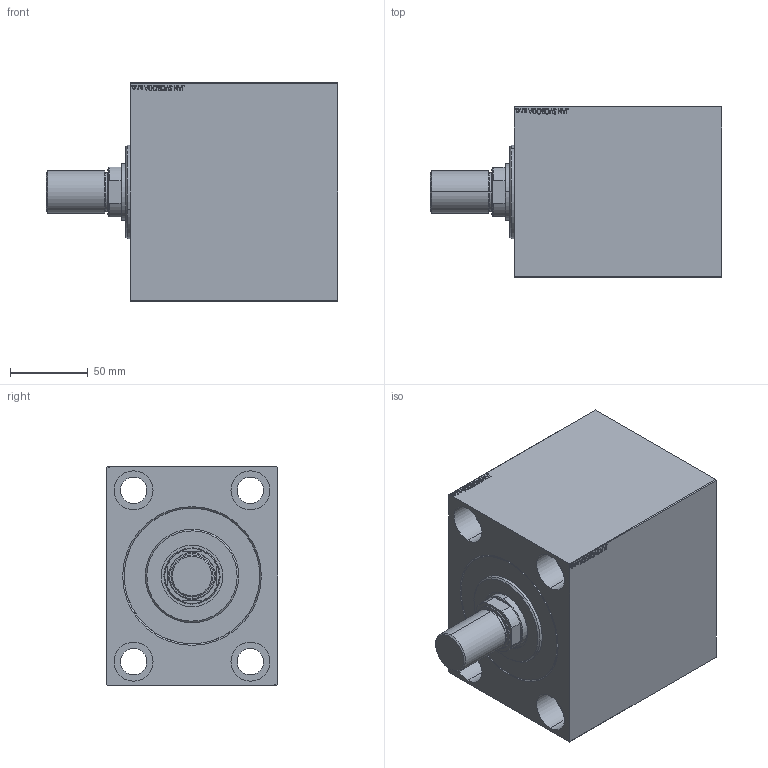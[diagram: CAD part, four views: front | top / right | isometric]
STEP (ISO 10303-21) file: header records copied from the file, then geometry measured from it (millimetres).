
FILE_DESCRIPTION (( 'STEP AP203' ), '1' );
FILE_NAME ('08df.STEP', '2024-02-12T14:33:57', ( '' ), ( '' ), 'SwSTEP 2.0', 'SolidWorks 2019', '' );
FILE_SCHEMA (( 'CONFIG_CONTROL_DESIGN' ));
Length unit declared in the file: millimetre
Products named in the file (5): 08df; V450CM_C_VCP 97b4927c176be3f822dc346eb95ca8a9; V450CM_MALE_METRIC 97b4927c176be3f822dc346eb95ca8a9; V450CM_VC_B 97b4927c176be3f822dc346eb95ca8a9; V450CM_C_Body 97b4927c176be3f822dc346eb95ca8a9
Assembly tree (4 placements, depth 2):
  08df
    V450CM_C_Body 97b4927c176be3f822dc346eb95ca8a9
    V450CM_C_VCP 97b4927c176be3f822dc346eb95ca8a9
    V450CM_VC_B 97b4927c176be3f822dc346eb95ca8a9
    V450CM_MALE_METRIC 97b4927c176be3f822dc346eb95ca8a9
Bounding box: 187 x 110 x 140 mm (x, y, z)
Volume: 1744470.8 mm3; surface area: 213393.9 mm2
Topology: 4 solids, 4 shells, 879 faces, 2242 edges, 1485 vertices
Faces by surface type: plane 413, bspline 380, cylinder 66, cone 18, torus 2
Entity records: 44583 total; most frequent: CARTESIAN_POINT 25239, ORIENTED_EDGE 4480, DIRECTION 2634, EDGE_CURVE 2240, VERTEX_POINT 1485, LINE 1314, VECTOR 1314, EDGE_LOOP 1009
